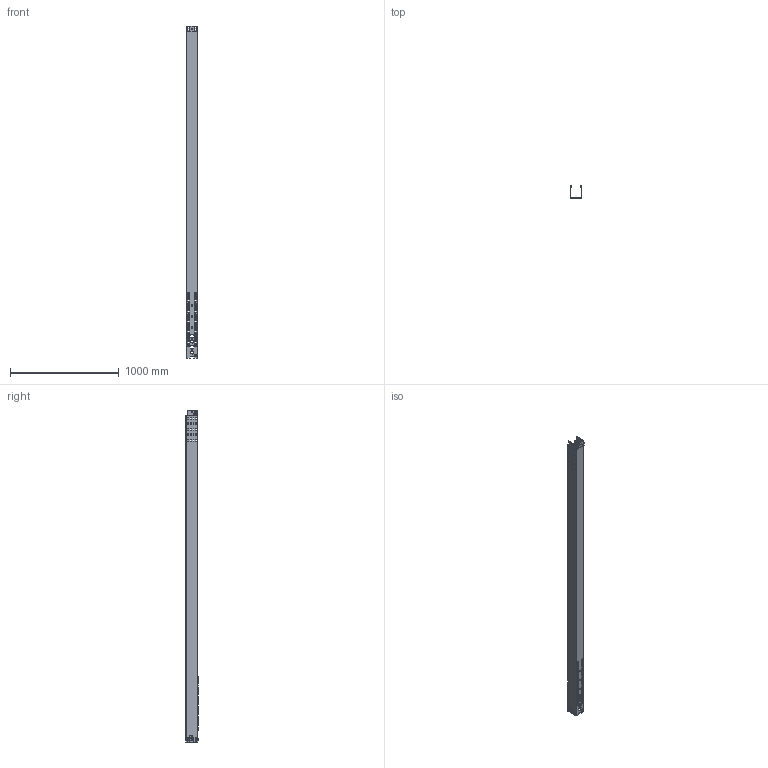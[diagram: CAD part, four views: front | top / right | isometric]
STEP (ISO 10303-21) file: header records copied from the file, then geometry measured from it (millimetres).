
FILE_DESCRIPTION (( 'STEP AP214' ), '1' );
FILE_NAME ('6059416.STEP', '2025-08-15T09:00:32', ( '' ), ( '' ), 'SwSTEP 2.0', 'SolidWorks 2024', '' );
FILE_SCHEMA (( 'AUTOMOTIVE_DESIGN' ));
Length unit declared in the file: millimetre
Products named in the file (1): 6059416
Bounding box: 105.44 x 113.46 x 3050 mm (x, y, z)
Volume: 1038008.5 mm3; surface area: 2088887.4 mm2
Topology: 1 solids, 1 shells, 1099 faces, 2995 edges, 1906 vertices
Faces by surface type: cylinder 504, plane 437, torus 84, cone 46, bspline 24, sphere 4
Entity records: 35902 total; most frequent: CARTESIAN_POINT 6967, DIRECTION 6253, ORIENTED_EDGE 5990, EDGE_CURVE 2995, AXIS2_PLACEMENT_3D 2256, VERTEX_POINT 1906, VECTOR 1741, LINE 1741
